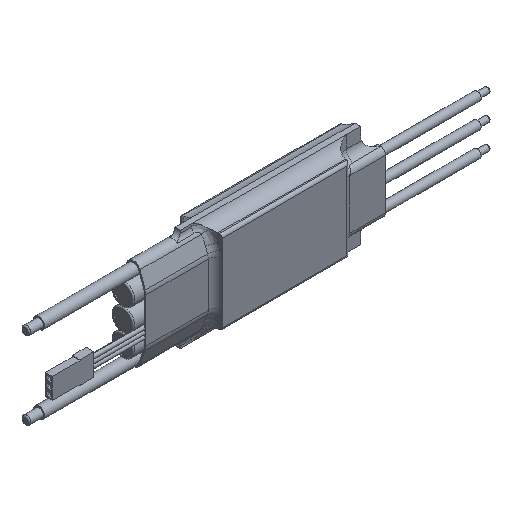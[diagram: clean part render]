
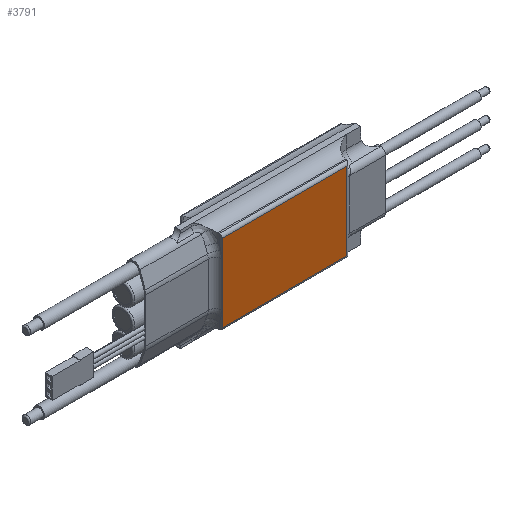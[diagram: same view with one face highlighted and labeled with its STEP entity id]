
A CAD part, isometric view. The second image highlights one B-rep face of the part: STEP entity #3791.
In plain terms, the highlighted planar face has unit normal (0, -1, 0).
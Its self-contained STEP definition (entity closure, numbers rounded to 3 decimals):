
#187=PLANE('',#4180);
#398=FACE_OUTER_BOUND('',#629,.T.);
#629=EDGE_LOOP('',(#3364,#3365,#3366,#3367));
#1130=LINE('',#6926,#1436);
#1155=LINE('',#7299,#1461);
#1156=LINE('',#7303,#1462);
#1158=LINE('',#7308,#1464);
#1436=VECTOR('',#5088,10.);
#1461=VECTOR('',#5185,10.);
#1462=VECTOR('',#5190,10.);
#1464=VECTOR('',#5196,10.);
#1767=VERTEX_POINT('',#6923);
#1768=VERTEX_POINT('',#6925);
#1792=VERTEX_POINT('',#7298);
#1793=VERTEX_POINT('',#7302);
#2265=EDGE_CURVE('',#1768,#1767,#1130,.T.);
#2317=EDGE_CURVE('',#1768,#1792,#1155,.T.);
#2319=EDGE_CURVE('',#1792,#1793,#1156,.T.);
#2322=EDGE_CURVE('',#1793,#1767,#1158,.T.);
#3364=ORIENTED_EDGE('',*,*,#2317,.F.);
#3365=ORIENTED_EDGE('',*,*,#2265,.T.);
#3366=ORIENTED_EDGE('',*,*,#2322,.F.);
#3367=ORIENTED_EDGE('',*,*,#2319,.F.);
#3791=ADVANCED_FACE('',(#398),#187,.T.);
#4180=AXIS2_PLACEMENT_3D('',#7344,#5222,#5223);
#5088=DIRECTION('',(0.,0.,-1.));
#5185=DIRECTION('',(1.,0.,0.));
#5190=DIRECTION('',(0.,0.,-1.));
#5196=DIRECTION('',(-1.,0.,0.));
#5222=DIRECTION('center_axis',(0.,-1.,0.));
#5223=DIRECTION('ref_axis',(0.,0.,-1.));
#6923=CARTESIAN_POINT('',(9.,-7.,5.));
#6925=CARTESIAN_POINT('',(9.,-7.,33.));
#6926=CARTESIAN_POINT('',(9.,-7.,34.));
#7298=CARTESIAN_POINT('',(54.,-7.,33.));
#7299=CARTESIAN_POINT('',(43.5,-7.,33.));
#7302=CARTESIAN_POINT('',(54.,-7.,5.));
#7303=CARTESIAN_POINT('',(54.,-7.,11.5));
#7308=CARTESIAN_POINT('',(20.5,-7.,5.));
#7344=CARTESIAN_POINT('Origin',(32.,-7.,19.));
